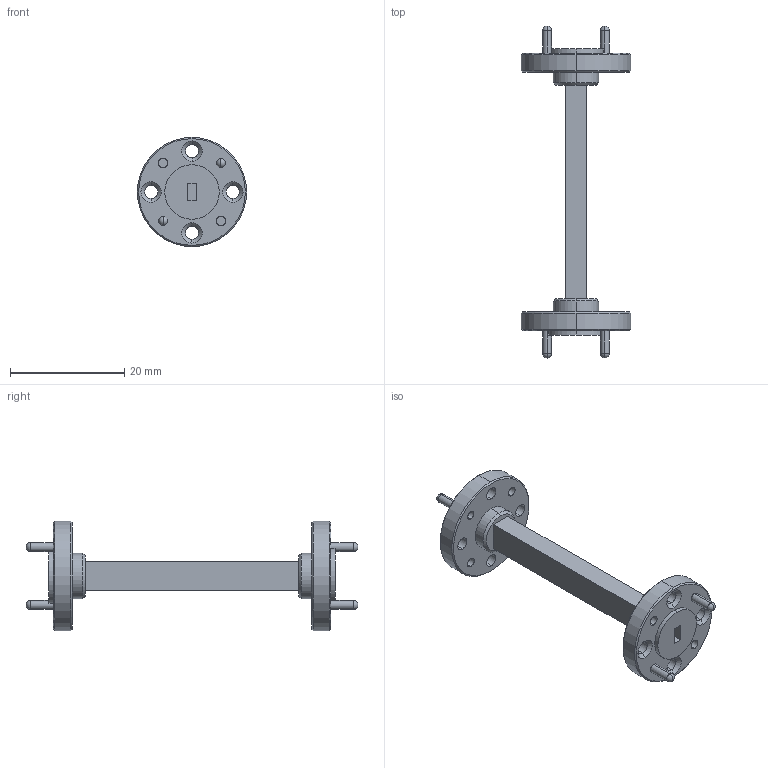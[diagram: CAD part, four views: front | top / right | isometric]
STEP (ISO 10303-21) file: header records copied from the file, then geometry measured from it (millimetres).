
FILE_DESCRIPTION (( 'STEP AP214' ), '1' );
FILE_NAME ('FMW12S001-2_3D.step', '2023-07-13T18:04:14', ( '' ), ( '' ), 'SwSTEP 2.0', 'SolidWorks 2022', '' );
FILE_SCHEMA (( 'AUTOMOTIVE_DESIGN' ));
Length unit declared in the file: millimetre
Products named in the file (3): STDF RCTL^FMW12S001-2; FUGP740^FMW12S001-2; FMW12S001-2_3D
Assembly tree (3 placements, depth 2):
  FMW12S001-2_3D
    FUGP740^FMW12S001-2  x2
    STDF RCTL^FMW12S001-2
Bounding box: 19.1 x 58 x 19.1 mm (x, y, z)
Volume: 2718.8 mm3; surface area: 2830.7 mm2
Topology: 7 solids, 7 shells, 114 faces, 272 edges, 168 vertices
Faces by surface type: cylinder 52, cone 28, plane 26, sphere 8
Entity records: 2070 total; most frequent: DIRECTION 362, CARTESIAN_POINT 305, ORIENTED_EDGE 288, AXIS2_PLACEMENT_3D 147, EDGE_CURVE 144, VERTEX_POINT 90, EDGE_LOOP 86, CIRCLE 76
